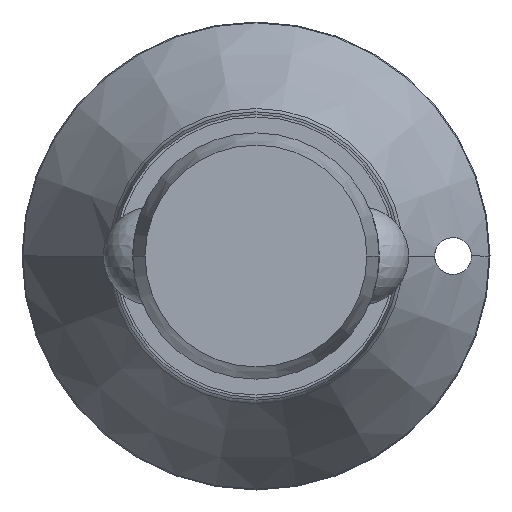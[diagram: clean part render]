
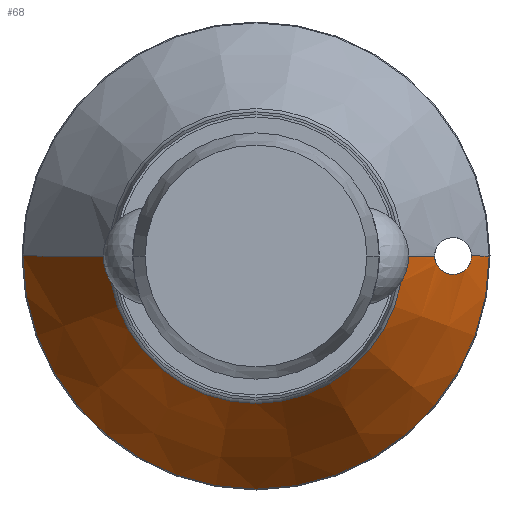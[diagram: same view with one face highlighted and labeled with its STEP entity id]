
A CAD part, front view. The second image highlights one B-rep face of the part: STEP entity #68.
In plain terms, the highlighted conical face has half-angle 30.446 degrees and reference radius 15.453 mm.
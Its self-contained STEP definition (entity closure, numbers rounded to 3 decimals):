
#68=ADVANCED_FACE('',(#160),#161,.T.);
#160=FACE_OUTER_BOUND('',#276,.T.);
#161=CONICAL_SURFACE('',#277,15.453,0.531);
#276=EDGE_LOOP('',(#408,#409,#410,#411,#412,#413));
#277=AXIS2_PLACEMENT_3D('',#414,#415,#416);
#408=ORIENTED_EDGE('',*,*,#695,.F.);
#409=ORIENTED_EDGE('',*,*,#696,.T.);
#410=ORIENTED_EDGE('',*,*,#697,.F.);
#411=ORIENTED_EDGE('',*,*,#683,.F.);
#412=ORIENTED_EDGE('',*,*,#698,.F.);
#413=ORIENTED_EDGE('',*,*,#699,.T.);
#414=CARTESIAN_POINT('',(0.,36.43,0.));
#415=DIRECTION('',(-0.0,1.0,0.));
#416=DIRECTION('',(1.0,0.0,0.0));
#683=EDGE_CURVE('',#799,#797,#804,.T.);
#695=EDGE_CURVE('',#822,#823,#824,.T.);
#696=EDGE_CURVE('',#822,#825,#826,.T.);
#697=EDGE_CURVE('',#797,#825,#827,.T.);
#698=EDGE_CURVE('',#828,#799,#829,.T.);
#699=EDGE_CURVE('',#828,#823,#830,.T.);
#797=VERTEX_POINT('',#963);
#799=VERTEX_POINT('',#965);
#804=CIRCLE('',#970,18.931);
#822=VERTEX_POINT('',#1008);
#823=VERTEX_POINT('',#1009);
#824=LINE('',#1010,#1011);
#825=VERTEX_POINT('',#1012);
#826=CIRCLE('',#1013,11.976);
#827=LINE('',#1014,#1015);
#828=VERTEX_POINT('',#1016);
#829=LINE('',#1017,#1018);
#830=B_SPLINE_CURVE_WITH_KNOTS('',3,(#1019,#1020,#1021,#1022,#1023,#1024,#1025,#1026,#1027,#1028,#1029,#1030,#1031,#1032,#1033,#1034,#1035,#1036,#1037,#1038),.UNSPECIFIED.,.F.,.F.,(4,2,2,2,2,2,2,2,2,4),(0.359,0.387,0.415,0.503,0.719,0.829,0.94,0.993,1.019,1.045),.UNSPECIFIED.);
#963=CARTESIAN_POINT('',(-18.931,42.347,0.));
#965=CARTESIAN_POINT('',(18.931,42.347,0.));
#970=AXIS2_PLACEMENT_3D('',#1404,#1405,#1406);
#1008=CARTESIAN_POINT('',(11.976,30.513,0.));
#1009=CARTESIAN_POINT('',(14.5,34.808,0.));
#1010=CARTESIAN_POINT('',(15.453,36.43,0.));
#1011=VECTOR('',#1422,1.0);
#1012=CARTESIAN_POINT('',(-11.976,30.513,0.));
#1013=AXIS2_PLACEMENT_3D('',#1423,#1424,#1425);
#1014=CARTESIAN_POINT('',(-15.453,36.43,0.));
#1015=VECTOR('',#1426,1.0);
#1016=CARTESIAN_POINT('',(17.5,39.912,0.));
#1017=CARTESIAN_POINT('',(15.453,36.43,0.));
#1018=VECTOR('',#1427,1.0);
#1019=CARTESIAN_POINT('',(17.5,39.912,0.));
#1020=CARTESIAN_POINT('',(17.5,39.912,-0.093));
#1021=CARTESIAN_POINT('',(17.491,39.897,-0.193));
#1022=CARTESIAN_POINT('',(17.454,39.84,-0.382));
#1023=CARTESIAN_POINT('',(17.426,39.797,-0.471));
#1024=CARTESIAN_POINT('',(17.304,39.606,-0.783));
#1025=CARTESIAN_POINT('',(17.149,39.362,-0.982));
#1026=CARTESIAN_POINT('',(16.666,38.591,-1.422));
#1027=CARTESIAN_POINT('',(16.222,37.86,-1.528));
#1028=CARTESIAN_POINT('',(15.673,36.922,-1.476));
#1029=CARTESIAN_POINT('',(15.474,36.575,-1.421));
#1030=CARTESIAN_POINT('',(15.096,35.904,-1.216));
#1031=CARTESIAN_POINT('',(14.917,35.581,-1.069));
#1032=CARTESIAN_POINT('',(14.702,35.185,-0.762));
#1033=CARTESIAN_POINT('',(14.633,35.057,-0.637));
#1034=CARTESIAN_POINT('',(14.557,34.915,-0.417));
#1035=CARTESIAN_POINT('',(14.536,34.876,-0.339));
#1036=CARTESIAN_POINT('',(14.508,34.823,-0.174));
#1037=CARTESIAN_POINT('',(14.5,34.808,-0.088));
#1038=CARTESIAN_POINT('',(14.5,34.808,0.));
#1404=CARTESIAN_POINT('',(0.,42.347,0.));
#1405=DIRECTION('',(-0.0,1.0,0.));
#1406=DIRECTION('',(1.0,0.0,0.0));
#1422=DIRECTION('',(0.507,0.862,0.));
#1423=CARTESIAN_POINT('',(0.,30.513,0.));
#1424=DIRECTION('',(-0.0,1.0,0.));
#1425=DIRECTION('',(1.0,0.0,0.0));
#1426=DIRECTION('',(0.507,-0.862,0.));
#1427=DIRECTION('',(0.507,0.862,0.));
